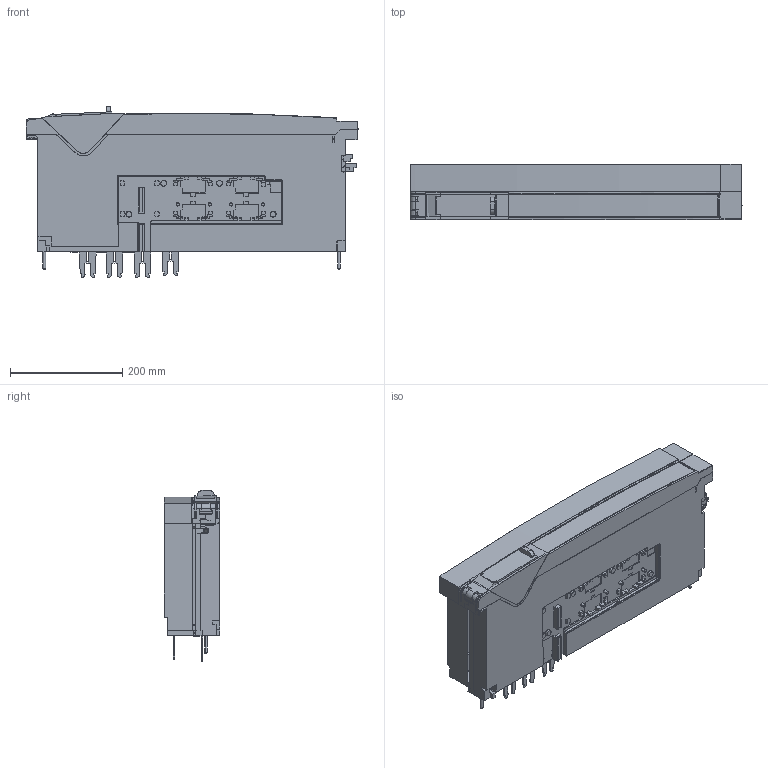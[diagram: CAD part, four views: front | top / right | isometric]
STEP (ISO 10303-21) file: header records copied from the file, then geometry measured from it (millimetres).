
FILE_DESCRIPTION((''),'2;1');
FILE_NAME('PRT0002','2023-08-21T11:42:31',('86177'),(''),'CREO PARAMETRIC BY PTC INC, 2016390','CREO PARAMETRIC BY PTC INC, 2016390','');
FILE_SCHEMA(('AUTOMOTIVE_DESIGN { 1 0 10303 214 1 1 1 1 }'));
Products named in the file (1): PRT0002
Bounding box: 591.48 x 99.2 x 304.76 mm (x, y, z)
Surface area: 856280.3 mm2 (no closed solid volume)
Topology: 0 solids, 146 shells, 2515 faces, 7868 edges, 5618 vertices
Faces by surface type: plane 1884, cylinder 426, cone 173, extrusion 14, torus 13, bspline 5
Entity records: 113104 total; most frequent: CARTESIAN_POINT 19347, ORIENTED_EDGE 14158, DIRECTION 13705, EDGE_CURVE 7868, PRESENTATION_STYLE_ASSIGNMENT 7519, STYLED_ITEM 7359, CURVE_STYLE 7161, VECTOR 5821
